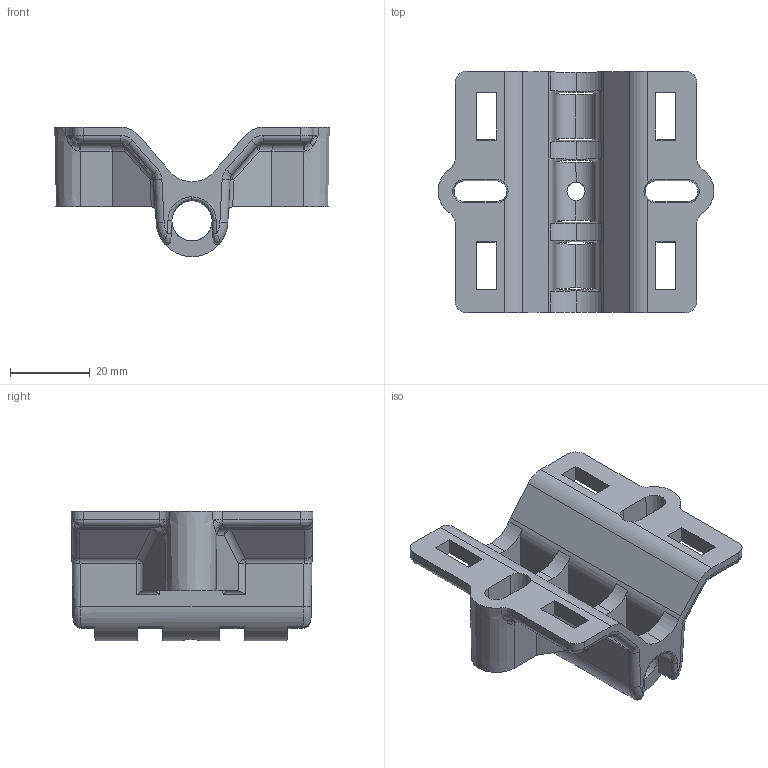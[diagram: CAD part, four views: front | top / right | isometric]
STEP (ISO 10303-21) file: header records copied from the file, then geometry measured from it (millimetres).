
FILE_DESCRIPTION (( 'STEP AP203' ), '1' );
FILE_NAME ('support_asw.STEP', '2015-05-14T06:27:09', ( 'ROBIN' ), ( 'Microsoft' ), 'SwSTEP 2.0', 'SolidWorks 2015', '' );
FILE_SCHEMA (( 'CONFIG_CONTROL_DESIGN' ));
Length unit declared in the file: millimetre
Products named in the file (1): support_asw
Bounding box: 69.2 x 60.66 x 32.48 mm (x, y, z)
Volume: 29087.8 mm3; surface area: 16755.1 mm2
Topology: 1 solids, 1 shells, 257 faces, 710 edges, 435 vertices
Faces by surface type: cylinder 90, plane 82, bspline 51, sphere 16, cone 14, torus 4
Entity records: 9709 total; most frequent: CARTESIAN_POINT 3850, ORIENTED_EDGE 1412, DIRECTION 1015, EDGE_CURVE 706, VERTEX_POINT 435, AXIS2_PLACEMENT_3D 347, LINE 321, VECTOR 321
